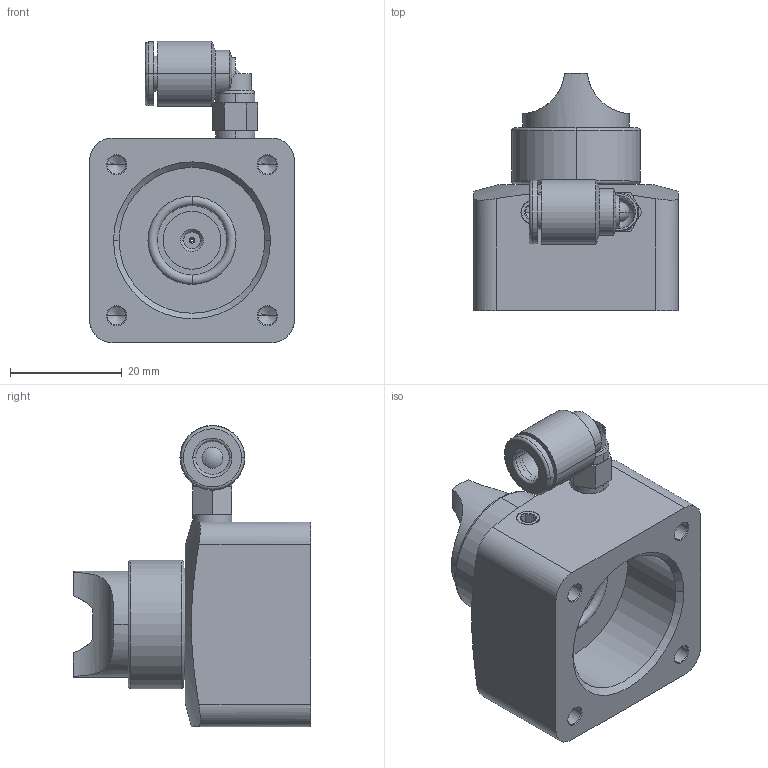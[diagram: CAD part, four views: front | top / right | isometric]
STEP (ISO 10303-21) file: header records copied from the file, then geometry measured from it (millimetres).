
FILE_DESCRIPTION((''),'2;1');
FILE_NAME('000-76004_SW0001','2025-07-01T14:07:37',('Samuel.Mangold'),(''),'CREO PARAMETRIC BY PTC INC, 2023254','CREO PARAMETRIC BY PTC INC, 2023254','');
FILE_SCHEMA(('CONFIG_CONTROL_DESIGN'));
Length unit declared in the file: millimetre
Products named in the file (1): 000-76004_SW0001
Bounding box: 36.6 x 42.5 x 53.9 mm (x, y, z)
Volume: 26385.3 mm3; surface area: 13130.3 mm2
Topology: 1 solids, 1 shells, 306 faces, 760 edges, 456 vertices
Faces by surface type: plane 113, cylinder 106, cone 56, torus 30, sphere 1
Entity records: 10563 total; most frequent: CARTESIAN_POINT 3315, DIRECTION 1523, ORIENTED_EDGE 1488, EDGE_CURVE 744, AXIS2_PLACEMENT_3D 600, VERTEX_POINT 456, EDGE_LOOP 356, VECTOR 323
